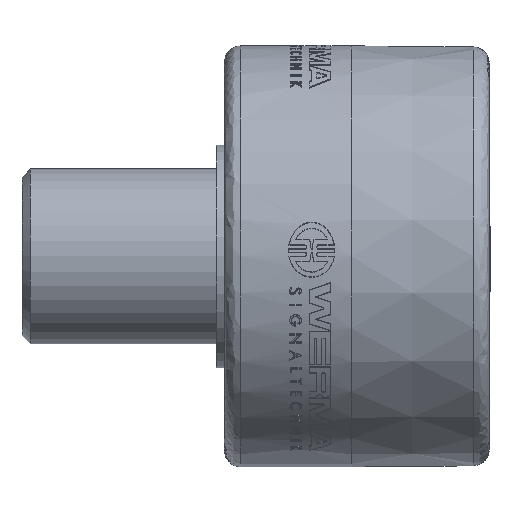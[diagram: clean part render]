
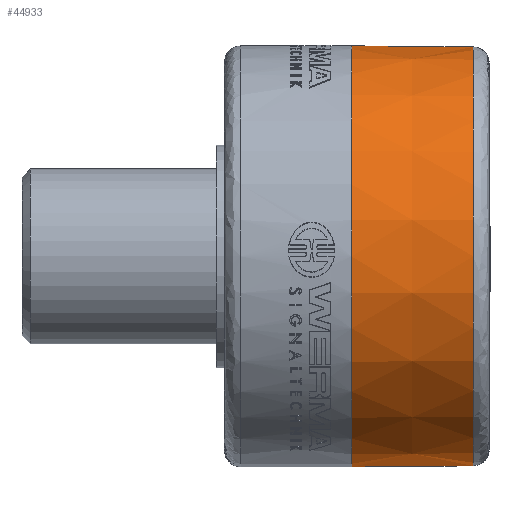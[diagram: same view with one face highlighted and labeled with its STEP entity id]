
A CAD part, front view. The second image highlights one B-rep face of the part: STEP entity #44933.
In plain terms, the highlighted conical face has half-angle 0.5 degrees and reference radius 26 mm.
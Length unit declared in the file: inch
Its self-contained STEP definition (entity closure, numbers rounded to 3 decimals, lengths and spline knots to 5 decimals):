
#862 = VERTEX_POINT ( 'NONE', #27095 ) ;
#2367 = VECTOR ( 'NONE', #19307, 39.37008 ) ;
#3733 = ORIENTED_EDGE ( 'NONE', *, *, #33552, .F. ) ;
#6320 = CARTESIAN_POINT ( 'NONE',  ( 0.36614, 0., -1.02362 ) ) ;
#7503 = CARTESIAN_POINT ( 'NONE',  ( 0.36614, 0., 0. ) ) ;
#11836 = DIRECTION ( 'NONE',  ( 0., 0., -1. ) ) ;
#12948 = VERTEX_POINT ( 'NONE', #22974 ) ;
#13196 = CONICAL_SURFACE ( 'NONE', #49998, 1.02362, 0.009 ) ;
#13255 = CARTESIAN_POINT ( 'NONE',  ( 0.36614, 0., 0. ) ) ;
#15697 = CIRCLE ( 'NONE', #44601, 1.02362 ) ;
#16183 = CARTESIAN_POINT ( 'NONE',  ( 0.95738, 0., 0. ) ) ;
#16440 = CIRCLE ( 'NONE', #31685, 1.01846 ) ;
#17765 = DIRECTION ( 'NONE',  ( 0., 0., -1. ) ) ;
#17816 = CARTESIAN_POINT ( 'NONE',  ( 0.36614, 0., -1.02362 ) ) ;
#19307 = DIRECTION ( 'NONE',  ( -1., 0., -0.009 ) ) ;
#20512 = DIRECTION ( 'NONE',  ( 0., -1., 0. ) ) ;
#21949 = DIRECTION ( 'NONE',  ( -1., 0., 0. ) ) ;
#22974 = CARTESIAN_POINT ( 'NONE',  ( 0.36614, 0., 1.02362 ) ) ;
#25330 = LINE ( 'NONE', #6320, #2367 ) ;
#26403 = DIRECTION ( 'NONE',  ( -1., 0., 0.009 ) ) ;
#27095 = CARTESIAN_POINT ( 'NONE',  ( 0.95738, 0., 1.01846 ) ) ;
#29529 = VECTOR ( 'NONE', #26403, 39.37008 ) ;
#29711 = VERTEX_POINT ( 'NONE', #17816 ) ;
#30119 = FACE_OUTER_BOUND ( 'NONE', #39921, .T. ) ;
#30926 = CARTESIAN_POINT ( 'NONE',  ( 0.36614, 0., 1.02362 ) ) ;
#31198 = EDGE_CURVE ( 'NONE', #47963, #862, #16440, .T. ) ;
#31685 = AXIS2_PLACEMENT_3D ( 'NONE', #16183, #46384, #20512 ) ;
#33552 = EDGE_CURVE ( 'NONE', #47963, #29711, #25330, .T. ) ;
#35012 = ORIENTED_EDGE ( 'NONE', *, *, #42129, .T. ) ;
#35870 = ORIENTED_EDGE ( 'NONE', *, *, #36261, .T. ) ;
#36261 = EDGE_CURVE ( 'NONE', #862, #12948, #52309, .T. ) ;
#36377 = ORIENTED_EDGE ( 'NONE', *, *, #31198, .T. ) ;
#37715 = DIRECTION ( 'NONE',  ( 1., 0., 0. ) ) ;
#39921 = EDGE_LOOP ( 'NONE', ( #36377, #35870, #35012, #3733 ) ) ;
#42129 = EDGE_CURVE ( 'NONE', #12948, #29711, #15697, .T. ) ;
#44601 = AXIS2_PLACEMENT_3D ( 'NONE', #7503, #37715, #11836 ) ;
#44933 = ADVANCED_FACE ( 'NONE', ( #30119 ), #13196, .T. ) ;
#46384 = DIRECTION ( 'NONE',  ( -1., 0., 0. ) ) ;
#47963 = VERTEX_POINT ( 'NONE', #48211 ) ;
#48211 = CARTESIAN_POINT ( 'NONE',  ( 0.95738, 0., -1.01846 ) ) ;
#49998 = AXIS2_PLACEMENT_3D ( 'NONE', #13255, #21949, #17765 ) ;
#52309 = LINE ( 'NONE', #30926, #29529 ) ;
